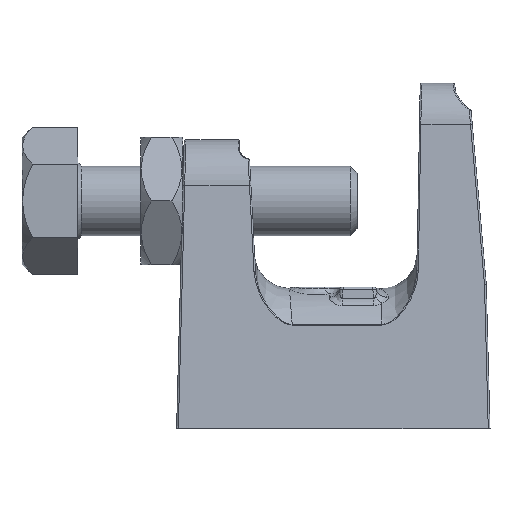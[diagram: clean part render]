
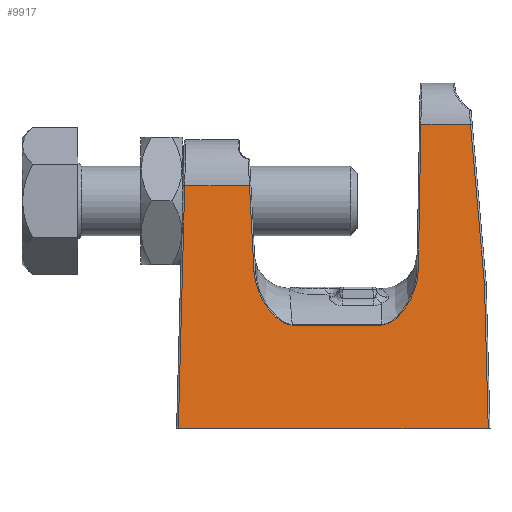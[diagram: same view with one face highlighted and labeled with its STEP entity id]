
A CAD part, left-side view. The second image highlights one B-rep face of the part: STEP entity #9917.
In plain terms, the highlighted planar face has unit normal (-0.996, 0, 0.087).
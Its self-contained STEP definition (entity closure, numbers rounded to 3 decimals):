
#4797=CARTESIAN_POINT('',(-10.25,-22.2,0.));
#4798=VERTEX_POINT('',#4797);
#4816=CARTESIAN_POINT('',(-8.438,-21.658,20.708));
#4817=VERTEX_POINT('',#4816);
#4825=CARTESIAN_POINT('',(-8.439,-21.659,20.7));
#4826=VERTEX_POINT('',#4825);
#4827=CARTESIAN_POINT('',(-8.438,-21.658,20.708));
#4828=DIRECTION('',(-0.087,-0.087,-0.992));
#4829=VECTOR('',#4828,0.008);
#4830=LINE('',#4827,#4829);
#4831=EDGE_CURVE('',#4817,#4826,#4830,.T.);
#4833=CARTESIAN_POINT('',(-10.25,-22.2,0.));
#4834=DIRECTION('',(0.087,0.026,0.996));
#4835=VECTOR('',#4834,20.786);
#4836=LINE('',#4833,#4835);
#4837=EDGE_CURVE('',#4798,#4826,#4836,.T.);
#4847=CARTESIAN_POINT('',(-6.435,-19.655,43.603));
#4848=VERTEX_POINT('',#4847);
#4849=CARTESIAN_POINT('',(-8.438,-21.658,20.715));
#4850=VERTEX_POINT('',#4849);
#4851=CARTESIAN_POINT('',(-6.435,-19.655,43.603));
#4852=DIRECTION('',(-0.087,-0.087,-0.992));
#4853=VECTOR('',#4852,23.063);
#4854=LINE('',#4851,#4853);
#4855=EDGE_CURVE('',#4848,#4850,#4854,.T.);
#4857=CARTESIAN_POINT('',(-8.438,-21.658,20.708));
#4858=DIRECTION('',(0.087,0.026,0.996));
#4859=VECTOR('',#4858,0.008);
#4860=LINE('',#4857,#4859);
#4861=EDGE_CURVE('',#4817,#4850,#4860,.T.);
#7233=CARTESIAN_POINT('',(-6.435,-12.547,43.603));
#7234=VERTEX_POINT('',#7233);
#7297=CARTESIAN_POINT('',(-6.435,-19.655,43.603));
#7298=DIRECTION('',(0.0,1.0,0.0));
#7299=VECTOR('',#7298,7.108);
#7300=LINE('',#7297,#7299);
#7301=EDGE_CURVE('',#4848,#7234,#7300,.T.);
#8601=CARTESIAN_POINT('',(-7.206,12.003,34.797));
#8602=VERTEX_POINT('',#8601);
#8650=CARTESIAN_POINT('',(-8.278,11.361,22.538));
#8651=VERTEX_POINT('',#8650);
#8652=CARTESIAN_POINT('',(-7.206,12.003,34.797));
#8653=DIRECTION('',(-0.087,-0.052,-0.995));
#8654=VECTOR('',#8653,12.322);
#8655=LINE('',#8652,#8654);
#8656=EDGE_CURVE('',#8602,#8651,#8655,.T.);
#8784=CARTESIAN_POINT('',(-8.95,5.887,14.861));
#8785=VERTEX_POINT('',#8784);
#8786=CARTESIAN_POINT('',(-8.278,11.361,22.538));
#8787=CARTESIAN_POINT('',(-8.322,11.335,22.038));
#8788=CARTESIAN_POINT('',(-8.418,11.174,20.939));
#8789=CARTESIAN_POINT('',(-8.549,10.67,19.447));
#8790=CARTESIAN_POINT('',(-8.654,10.044,18.241));
#8791=CARTESIAN_POINT('',(-8.742,9.379,17.234));
#8792=CARTESIAN_POINT('',(-8.815,8.699,16.407));
#8793=CARTESIAN_POINT('',(-8.873,7.976,15.739));
#8794=CARTESIAN_POINT('',(-8.908,7.402,15.334));
#8795=CARTESIAN_POINT('',(-8.932,6.894,15.065));
#8796=CARTESIAN_POINT('',(-8.947,6.394,14.899));
#8797=CARTESIAN_POINT('',(-8.95,6.043,14.861));
#8798=CARTESIAN_POINT('',(-8.95,5.887,14.861));
#8799=B_SPLINE_CURVE_WITH_KNOTS('',3,(#8786,#8787,#8788,#8789,#8790,#8791,#8792,#8793,#8794,#8795,#8796,#8797,#8798),.UNSPECIFIED.,.F.,.U.,(4,1,1,1,1,1,1,1,1,1,4),(0.0,1.511,3.329,4.72,5.592,6.956,7.931,8.544,9.064,9.651,10.118),.UNSPECIFIED.);
#8800=EDGE_CURVE('',#8651,#8785,#8799,.T.);
#8819=CARTESIAN_POINT('',(-8.95,-6.89,14.861));
#8820=VERTEX_POINT('',#8819);
#8821=CARTESIAN_POINT('',(-8.95,5.887,14.861));
#8822=DIRECTION('',(0.0,-1.0,0.0));
#8823=VECTOR('',#8822,12.777);
#8824=LINE('',#8821,#8823);
#8825=EDGE_CURVE('',#8785,#8820,#8824,.T.);
#8952=CARTESIAN_POINT('',(-8.261,-12.182,22.73));
#8953=VERTEX_POINT('',#8952);
#8954=CARTESIAN_POINT('',(-8.261,-12.182,22.73));
#8955=CARTESIAN_POINT('',(-8.305,-12.174,22.227));
#8956=CARTESIAN_POINT('',(-8.407,-12.044,21.065));
#8957=CARTESIAN_POINT('',(-8.539,-11.575,19.555));
#8958=CARTESIAN_POINT('',(-8.647,-10.977,18.328));
#8959=CARTESIAN_POINT('',(-8.733,-10.37,17.34));
#8960=CARTESIAN_POINT('',(-8.808,-9.712,16.487));
#8961=CARTESIAN_POINT('',(-8.868,-9.006,15.795));
#8962=CARTESIAN_POINT('',(-8.905,-8.438,15.369));
#8963=CARTESIAN_POINT('',(-8.931,-7.927,15.082));
#8964=CARTESIAN_POINT('',(-8.946,-7.413,14.901));
#8965=CARTESIAN_POINT('',(-8.95,-7.05,14.861));
#8966=CARTESIAN_POINT('',(-8.95,-6.89,14.861));
#8967=B_SPLINE_CURVE_WITH_KNOTS('',3,(#8954,#8955,#8956,#8957,#8958,#8959,#8960,#8961,#8962,#8963,#8964,#8965,#8966),.UNSPECIFIED.,.F.,.U.,(4,1,1,1,1,1,1,1,1,1,4),(0.0,1.518,3.505,4.738,5.618,6.991,7.968,8.582,9.119,9.724,10.207),.UNSPECIFIED.);
#8968=EDGE_CURVE('',#8953,#8820,#8967,.T.);
#8987=CARTESIAN_POINT('',(-6.435,-12.547,43.603));
#8988=DIRECTION('',(-0.087,0.017,-0.996));
#8989=VECTOR('',#8988,20.956);
#8990=LINE('',#8987,#8989);
#8991=EDGE_CURVE('',#7234,#8953,#8990,.T.);
#9775=CARTESIAN_POINT('',(-10.25,22.2,0.));
#9776=VERTEX_POINT('',#9775);
#9777=CARTESIAN_POINT('',(-10.25,22.2,0.));
#9778=DIRECTION('',(0.0,-1.0,0.0));
#9779=VECTOR('',#9778,44.401);
#9780=LINE('',#9777,#9779);
#9781=EDGE_CURVE('',#9776,#4798,#9780,.T.);
#9842=CARTESIAN_POINT('',(-7.206,21.289,34.797));
#9843=VERTEX_POINT('',#9842);
#9844=CARTESIAN_POINT('',(-7.206,21.289,34.797));
#9845=DIRECTION('',(-0.087,0.026,-0.996));
#9846=VECTOR('',#9845,34.942);
#9847=LINE('',#9844,#9846);
#9848=EDGE_CURVE('',#9843,#9776,#9847,.T.);
#9892=CARTESIAN_POINT('',(-6.435,22.45,43.603));
#9893=DIRECTION('',(-0.996,0.0,0.087));
#9894=DIRECTION('',(-0.087,0.0,-0.996));
#9895=AXIS2_PLACEMENT_3D('',#9892,#9893,#9894);
#9896=PLANE('',#9895);
#9897=ORIENTED_EDGE('',*,*,#4837,.T.);
#9898=ORIENTED_EDGE('',*,*,#4831,.F.);
#9899=ORIENTED_EDGE('',*,*,#4861,.T.);
#9900=ORIENTED_EDGE('',*,*,#4855,.F.);
#9901=ORIENTED_EDGE('',*,*,#7301,.T.);
#9902=ORIENTED_EDGE('',*,*,#8991,.T.);
#9903=ORIENTED_EDGE('',*,*,#8968,.T.);
#9904=ORIENTED_EDGE('',*,*,#8825,.F.);
#9905=ORIENTED_EDGE('',*,*,#8800,.F.);
#9906=ORIENTED_EDGE('',*,*,#8656,.F.);
#9907=CARTESIAN_POINT('',(-7.206,21.289,34.797));
#9908=DIRECTION('',(0.0,-1.0,0.0));
#9909=VECTOR('',#9908,9.286);
#9910=LINE('',#9907,#9909);
#9911=EDGE_CURVE('',#9843,#8602,#9910,.T.);
#9912=ORIENTED_EDGE('',*,*,#9911,.F.);
#9913=ORIENTED_EDGE('',*,*,#9848,.T.);
#9914=ORIENTED_EDGE('',*,*,#9781,.T.);
#9915=EDGE_LOOP('',(#9897,#9898,#9899,#9900,#9901,#9902,#9903,#9904,#9905,#9906,#9912,#9913,#9914));
#9916=FACE_OUTER_BOUND('',#9915,.T.);
#9917=ADVANCED_FACE('',(#9916),#9896,.T.);
